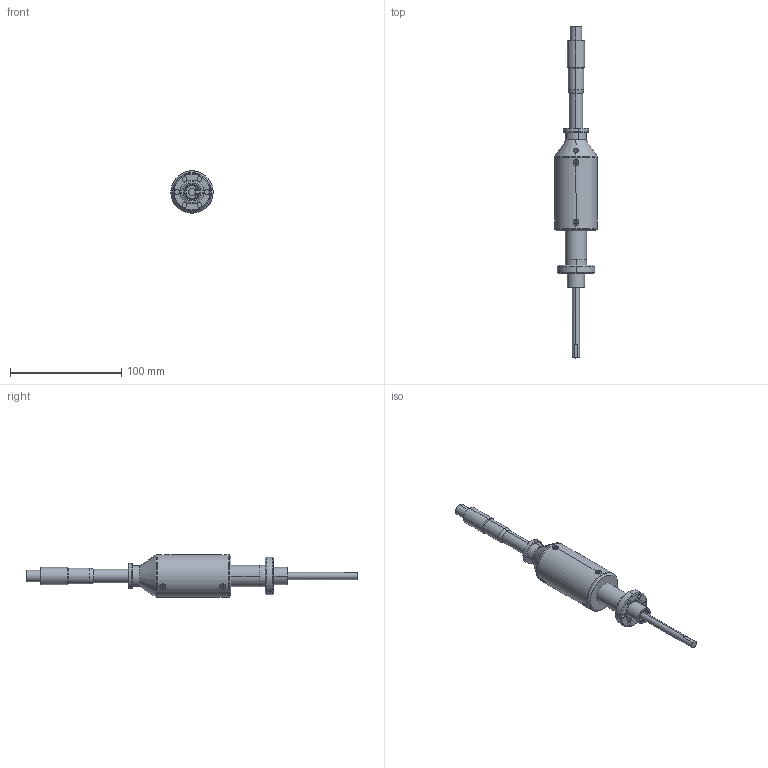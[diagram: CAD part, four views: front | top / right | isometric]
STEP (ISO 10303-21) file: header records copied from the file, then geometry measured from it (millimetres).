
FILE_DESCRIPTION (( 'STEP AP214' ), '1' );
FILE_NAME ('FLMM-133-25-1.STEP', '2016-08-01T17:20:14', ( 'My Thermionics' ), ( '' ), 'SwSTEP 2.0', 'SolidWorks 2010', '' );
FILE_SCHEMA (( 'AUTOMOTIVE_DESIGN' ));
Length unit declared in the file: inch
Products named in the file (1): FLMM-133-25-1
Bounding box: 38.1 x 298.6 x 38.1 mm (x, y, z)
Surface area: 25796.4 mm2 (no closed solid volume)
Topology: 0 solids, 20 shells, 217 faces, 688 edges, 463 vertices
Faces by surface type: plane 103, cylinder 61, cone 51, sphere 2
Entity records: 11030 total; most frequent: CARTESIAN_POINT 2317, DIRECTION 1205, ORIENTED_EDGE 1132, EDGE_CURVE 678, VERTEX_POINT 463, AXIS2_PLACEMENT_3D 459, VECTOR 287, LINE 287
